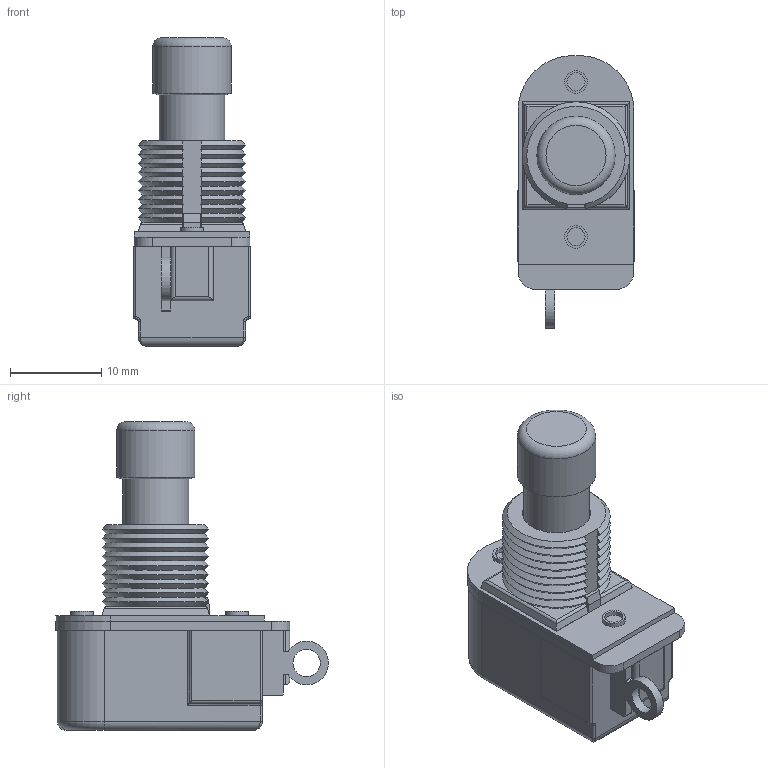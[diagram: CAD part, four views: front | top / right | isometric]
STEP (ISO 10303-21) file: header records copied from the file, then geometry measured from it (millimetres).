
FILE_DESCRIPTION(('FreeCAD Model'),'2;1');
FILE_NAME('Open CASCADE Shape Model','2024-04-21T11:32:47',(''),(''), 'Open CASCADE STEP processor 7.7','FreeCAD','Unknown');
FILE_SCHEMA(('AUTOMOTIVE_DESIGN { 1 0 10303 214 1 1 1 1 }'));
Length unit declared in the file: millimetre
Products named in the file (5): Part; Base; Separator; Top; Fillet015 (Mirror #1)
Assembly tree (4 placements, depth 2):
  Part
    Base
    Separator
    Top
    Fillet015 (Mirror #1)
Bounding box: 12.8 x 29.93 x 33.9 mm (x, y, z)
Volume: 4964.2 mm3; surface area: 3897.7 mm2
Topology: 4 solids, 4 shells, 188 faces, 455 edges, 281 vertices
Faces by surface type: plane 87, cylinder 54, cone 37, torus 6, bspline 3, sphere 1
Full cylindrical faces by diameter (mm): 2 x2, 2.5 x2, 2.8 x2, 3 x1, 7.2 x1, 7.5 x1, 8.6 x1
Entity records: 5758 total; most frequent: CARTESIAN_POINT 1116, DIRECTION 1037, ORIENTED_EDGE 902, EDGE_CURVE 451, AXIS2_PLACEMENT_3D 405, VERTEX_POINT 281, LINE 227, VECTOR 227
